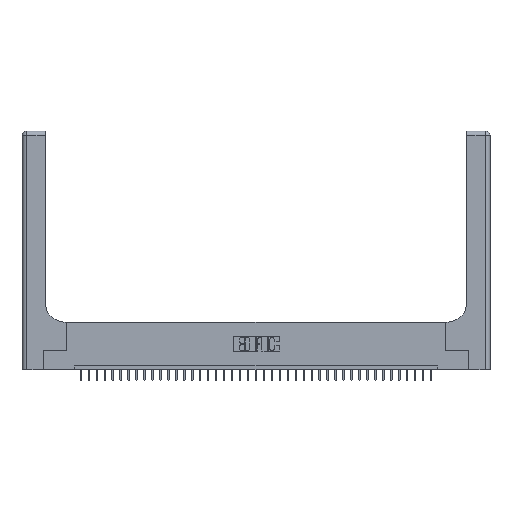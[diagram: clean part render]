
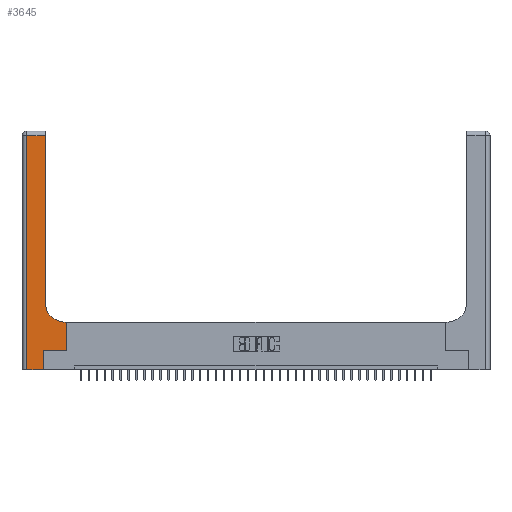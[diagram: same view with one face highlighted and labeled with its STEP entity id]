
A CAD part, top view. The second image highlights one B-rep face of the part: STEP entity #3645.
In plain terms, the highlighted planar face has unit normal (0, 0, 1).
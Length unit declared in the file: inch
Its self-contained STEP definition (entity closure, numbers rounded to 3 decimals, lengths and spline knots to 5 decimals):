
#176 = CARTESIAN_POINT ( 'NONE',  ( 0.2915, 0.85, 0.37 ) ) ;
#294 = CIRCLE ( 'NONE', #17816, 0.25 ) ;
#711 = DIRECTION ( 'NONE',  ( -1., 0., 0. ) ) ;
#1809 = VERTEX_POINT ( 'NONE', #176 ) ;
#1978 = DIRECTION ( 'NONE',  ( 0., 1., 0. ) ) ;
#2412 = CARTESIAN_POINT ( 'NONE',  ( 0.269, 0., 0.37 ) ) ;
#2744 = EDGE_CURVE ( 'NONE', #25091, #3040, #26182, .T. ) ;
#3040 = VERTEX_POINT ( 'NONE', #20452 ) ;
#3045 = VECTOR ( 'NONE', #3721, 39.37008 ) ;
#3072 = EDGE_CURVE ( 'NONE', #37512, #31971, #17303, .T. ) ;
#3645 = ADVANCED_FACE ( 'NONE', ( #36196 ), #9943, .F. ) ;
#3721 = DIRECTION ( 'NONE',  ( -1., 0., 0. ) ) ;
#3812 = CARTESIAN_POINT ( 'NONE',  ( 0.06, 0., 0.37 ) ) ;
#3991 = LINE ( 'NONE', #9896, #8560 ) ;
#4037 = CARTESIAN_POINT ( 'NONE',  ( 0.269, 0.25, 0.37 ) ) ;
#5520 = CARTESIAN_POINT ( 'NONE',  ( 0.2915, 3., 0.37 ) ) ;
#5551 = DIRECTION ( 'NONE',  ( 0., 1., 0. ) ) ;
#6035 = ORIENTED_EDGE ( 'NONE', *, *, #17980, .T. ) ;
#6856 = ORIENTED_EDGE ( 'NONE', *, *, #3072, .T. ) ;
#7277 = ORIENTED_EDGE ( 'NONE', *, *, #37697, .T. ) ;
#7553 = CARTESIAN_POINT ( 'NONE',  ( 0.5415, 0.85, 0.37 ) ) ;
#7597 = EDGE_LOOP ( 'NONE', ( #19038, #7277, #19946, #6035, #6856, #21180, #22076, #20520, #23107 ) ) ;
#7866 = CARTESIAN_POINT ( 'NONE',  ( 0.269, 0.25, 0.37 ) ) ;
#8560 = VECTOR ( 'NONE', #24791, 39.37008 ) ;
#9426 = LINE ( 'NONE', #27622, #3045 ) ;
#9896 = CARTESIAN_POINT ( 'NONE',  ( 0., 0., 0.37 ) ) ;
#9943 = PLANE ( 'NONE',  #12145 ) ;
#10115 = LINE ( 'NONE', #4037, #15553 ) ;
#11379 = CARTESIAN_POINT ( 'NONE',  ( 0.5585, 0.25, 0.37 ) ) ;
#12145 = AXIS2_PLACEMENT_3D ( 'NONE', #33645, #15629, #711 ) ;
#13696 = CARTESIAN_POINT ( 'NONE',  ( 0.06, 3., 0.37 ) ) ;
#13876 = VECTOR ( 'NONE', #1978, 39.37008 ) ;
#13880 = DIRECTION ( 'NONE',  ( 0., -1., 0. ) ) ;
#15553 = VECTOR ( 'NONE', #16003, 39.37008 ) ;
#15629 = DIRECTION ( 'NONE',  ( 0., 0., -1. ) ) ;
#15710 = CARTESIAN_POINT ( 'NONE',  ( 0.06, 2.94, 0.37 ) ) ;
#16003 = DIRECTION ( 'NONE',  ( 1., 0., 0. ) ) ;
#16306 = EDGE_CURVE ( 'NONE', #29963, #1809, #294, .T. ) ;
#16469 = LINE ( 'NONE', #22585, #33133 ) ;
#16883 = LINE ( 'NONE', #5520, #13876 ) ;
#16958 = CARTESIAN_POINT ( 'NONE',  ( 0.5585, 0.25, 0.37 ) ) ;
#17303 = LINE ( 'NONE', #20059, #17868 ) ;
#17816 = AXIS2_PLACEMENT_3D ( 'NONE', #7553, #19486, #31427 ) ;
#17868 = VECTOR ( 'NONE', #5551, 39.37008 ) ;
#17980 = EDGE_CURVE ( 'NONE', #24431, #37512, #3991, .T. ) ;
#18294 = CARTESIAN_POINT ( 'NONE',  ( 0.5415, 0.6, 0.37 ) ) ;
#18840 = DIRECTION ( 'NONE',  ( -1., 0., 0. ) ) ;
#19038 = ORIENTED_EDGE ( 'NONE', *, *, #25059, .T. ) ;
#19400 = VERTEX_POINT ( 'NONE', #23024 ) ;
#19486 = DIRECTION ( 'NONE',  ( 0., 0., -1. ) ) ;
#19946 = ORIENTED_EDGE ( 'NONE', *, *, #22520, .T. ) ;
#20059 = CARTESIAN_POINT ( 'NONE',  ( 0.269, 0., 0.37 ) ) ;
#20137 = EDGE_CURVE ( 'NONE', #3040, #29963, #9426, .T. ) ;
#20452 = CARTESIAN_POINT ( 'NONE',  ( 0.5585, 0.6, 0.37 ) ) ;
#20520 = ORIENTED_EDGE ( 'NONE', *, *, #20137, .T. ) ;
#21180 = ORIENTED_EDGE ( 'NONE', *, *, #36453, .T. ) ;
#22076 = ORIENTED_EDGE ( 'NONE', *, *, #2744, .T. ) ;
#22520 = EDGE_CURVE ( 'NONE', #37810, #24431, #24931, .T. ) ;
#22585 = CARTESIAN_POINT ( 'NONE',  ( 0., 2.94, 0.37 ) ) ;
#23024 = CARTESIAN_POINT ( 'NONE',  ( 0.2915, 2.94, 0.37 ) ) ;
#23107 = ORIENTED_EDGE ( 'NONE', *, *, #16306, .T. ) ;
#24431 = VERTEX_POINT ( 'NONE', #3812 ) ;
#24791 = DIRECTION ( 'NONE',  ( 1., 0., 0. ) ) ;
#24931 = LINE ( 'NONE', #13696, #29353 ) ;
#25059 = EDGE_CURVE ( 'NONE', #1809, #19400, #16883, .T. ) ;
#25091 = VERTEX_POINT ( 'NONE', #11379 ) ;
#26182 = LINE ( 'NONE', #16958, #27848 ) ;
#27622 = CARTESIAN_POINT ( 'NONE',  ( 0.2915, 0.6, 0.37 ) ) ;
#27848 = VECTOR ( 'NONE', #35162, 39.37008 ) ;
#29353 = VECTOR ( 'NONE', #13880, 39.37008 ) ;
#29963 = VERTEX_POINT ( 'NONE', #18294 ) ;
#31427 = DIRECTION ( 'NONE',  ( 1., 0., 0. ) ) ;
#31971 = VERTEX_POINT ( 'NONE', #7866 ) ;
#33133 = VECTOR ( 'NONE', #18840, 39.37008 ) ;
#33645 = CARTESIAN_POINT ( 'NONE',  ( 0., 3., 0.37 ) ) ;
#35162 = DIRECTION ( 'NONE',  ( 0., 1., 0. ) ) ;
#36196 = FACE_OUTER_BOUND ( 'NONE', #7597, .T. ) ;
#36453 = EDGE_CURVE ( 'NONE', #31971, #25091, #10115, .T. ) ;
#37512 = VERTEX_POINT ( 'NONE', #2412 ) ;
#37697 = EDGE_CURVE ( 'NONE', #19400, #37810, #16469, .T. ) ;
#37810 = VERTEX_POINT ( 'NONE', #15710 ) ;
